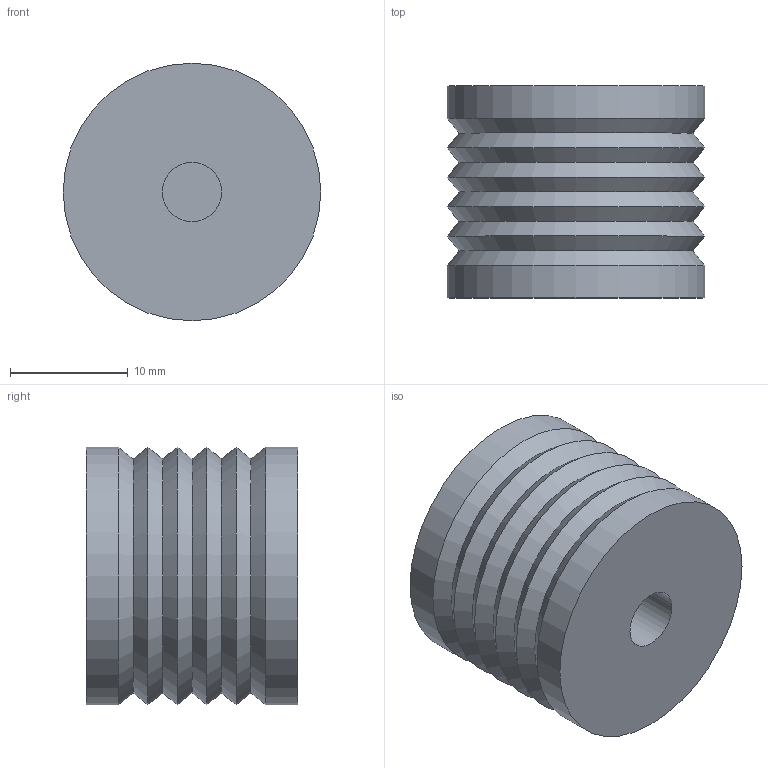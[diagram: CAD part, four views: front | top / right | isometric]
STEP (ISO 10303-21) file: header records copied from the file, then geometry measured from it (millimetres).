
FILE_DESCRIPTION(/* description */ (''),/* implementation_level */ '2;1');
FILE_NAME(/* name */ 'capstan_motor_ed.step',/* time_stamp */ '2026-02-26T09:44:27+03:00',/* author */ (''),/* organization */ (''),/* preprocessor_version */ 'ST-DEVELOPER v20.1',/* originating_system */ 'Autodesk Translation Framework v14.24.0.0',/* authorisation */ '');
FILE_SCHEMA (('AUTOMOTIVE_DESIGN { 1 0 10303 214 3 1 1 }'));
Length unit declared in the file: millimetre
Products named in the file (1): capstan_motor_ed
Bounding box: 21.87 x 18 x 21.87 mm (x, y, z)
Volume: 6027.4 mm3; surface area: 2432.4 mm2
Topology: 1 solids, 1 shells, 16 faces, 28 edges, 15 vertices
Faces by surface type: cone 10, plane 3, cylinder 3
Full cylindrical faces by diameter (mm): 5.04 x1, 21.872 x2
Entity records: 412 total; most frequent: DIRECTION 77, CARTESIAN_POINT 60, ORIENTED_EDGE 56, AXIS2_PLACEMENT_3D 32, EDGE_CURVE 28, EDGE_LOOP 17, FACE_OUTER_BOUND 16, ADVANCED_FACE 16
